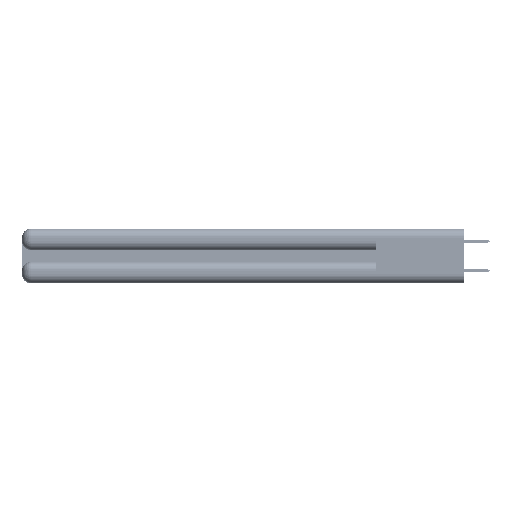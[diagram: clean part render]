
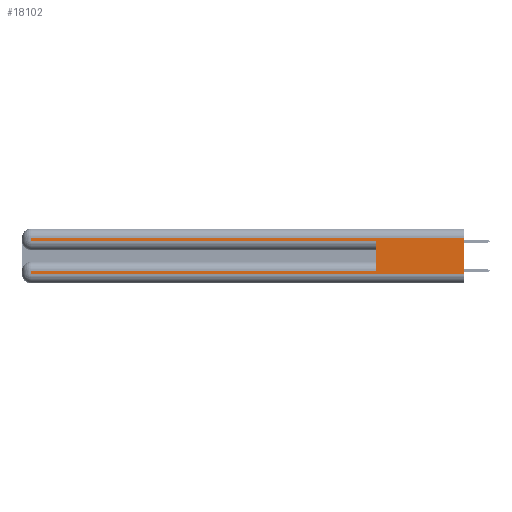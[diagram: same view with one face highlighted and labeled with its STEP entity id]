
A CAD part, left-side view. The second image highlights one B-rep face of the part: STEP entity #18102.
In plain terms, the highlighted planar face has unit normal (-1, 0, 0).
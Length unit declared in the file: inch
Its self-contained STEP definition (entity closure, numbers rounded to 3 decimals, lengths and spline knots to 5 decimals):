
#658 = VERTEX_POINT ( 'NONE', #6058 ) ;
#1344 = EDGE_CURVE ( 'NONE', #658, #12381, #37631, .T. ) ;
#2375 = DIRECTION ( 'NONE',  ( 0., 0., -1. ) ) ;
#2585 = CARTESIAN_POINT ( 'NONE',  ( 0., 0., 0.31 ) ) ;
#3181 = DIRECTION ( 'NONE',  ( 0., 0., -1. ) ) ;
#3453 = ORIENTED_EDGE ( 'NONE', *, *, #17464, .T. ) ;
#3559 = DIRECTION ( 'NONE',  ( 0., 0., 1. ) ) ;
#6058 = CARTESIAN_POINT ( 'NONE',  ( 0., 2.94, 0.085 ) ) ;
#6537 = CARTESIAN_POINT ( 'NONE',  ( 0., 2.94, 0.37 ) ) ;
#6749 = DIRECTION ( 'NONE',  ( 0., 1., 0. ) ) ;
#6864 = LINE ( 'NONE', #22099, #48770 ) ;
#7381 = VECTOR ( 'NONE', #6749, 39.37008 ) ;
#10900 = VERTEX_POINT ( 'NONE', #48019 ) ;
#11320 = CARTESIAN_POINT ( 'NONE',  ( 0., 0., 0.06 ) ) ;
#11588 = CARTESIAN_POINT ( 'NONE',  ( 0., 0., 0.285 ) ) ;
#11882 = EDGE_CURVE ( 'NONE', #19932, #658, #6864, .T. ) ;
#11883 = CARTESIAN_POINT ( 'NONE',  ( 0., 0.6, 0.085 ) ) ;
#12381 = VERTEX_POINT ( 'NONE', #17264 ) ;
#12618 = CARTESIAN_POINT ( 'NONE',  ( 0., 2.94, 0.37 ) ) ;
#15392 = PLANE ( 'NONE',  #23598 ) ;
#15702 = VERTEX_POINT ( 'NONE', #44323 ) ;
#15949 = VECTOR ( 'NONE', #2375, 39.37008 ) ;
#17061 = ORIENTED_EDGE ( 'NONE', *, *, #45614, .F. ) ;
#17264 = CARTESIAN_POINT ( 'NONE',  ( 0., 2.94, 0.06 ) ) ;
#17464 = EDGE_CURVE ( 'NONE', #12381, #34799, #18011, .T. ) ;
#17688 = CARTESIAN_POINT ( 'NONE',  ( 0., 2.94, 0.31 ) ) ;
#18011 = LINE ( 'NONE', #19358, #20556 ) ;
#18102 = ADVANCED_FACE ( 'NONE', ( #41470 ), #15392, .F. ) ;
#18753 = LINE ( 'NONE', #48436, #29625 ) ;
#19135 = LINE ( 'NONE', #11588, #50118 ) ;
#19358 = CARTESIAN_POINT ( 'NONE',  ( 0., 0., 0.06 ) ) ;
#19569 = LINE ( 'NONE', #2585, #7381 ) ;
#19932 = VERTEX_POINT ( 'NONE', #11883 ) ;
#20556 = VECTOR ( 'NONE', #47650, 39.37008 ) ;
#21669 = VERTEX_POINT ( 'NONE', #51320 ) ;
#22099 = CARTESIAN_POINT ( 'NONE',  ( 0., 0., 0.085 ) ) ;
#23492 = VECTOR ( 'NONE', #3559, 39.37008 ) ;
#23598 = AXIS2_PLACEMENT_3D ( 'NONE', #51787, #27724, #3181 ) ;
#24800 = LINE ( 'NONE', #40331, #23492 ) ;
#26630 = EDGE_CURVE ( 'NONE', #51516, #15702, #36985, .T. ) ;
#27724 = DIRECTION ( 'NONE',  ( 1., 0., 0. ) ) ;
#28666 = DIRECTION ( 'NONE',  ( 0., 0., -1. ) ) ;
#29625 = VECTOR ( 'NONE', #44253, 39.37008 ) ;
#34421 = ORIENTED_EDGE ( 'NONE', *, *, #39242, .T. ) ;
#34799 = VERTEX_POINT ( 'NONE', #11320 ) ;
#35710 = VECTOR ( 'NONE', #28666, 39.37008 ) ;
#36985 = LINE ( 'NONE', #12618, #35710 ) ;
#37060 = ORIENTED_EDGE ( 'NONE', *, *, #40223, .F. ) ;
#37631 = LINE ( 'NONE', #6537, #15949 ) ;
#39242 = EDGE_CURVE ( 'NONE', #15702, #21669, #19135, .T. ) ;
#40223 = EDGE_CURVE ( 'NONE', #19932, #21669, #24800, .T. ) ;
#40331 = CARTESIAN_POINT ( 'NONE',  ( 0., 0.6, 0.145 ) ) ;
#41470 = FACE_OUTER_BOUND ( 'NONE', #49657, .T. ) ;
#42369 = DIRECTION ( 'NONE',  ( 0., 1., 0. ) ) ;
#42486 = ORIENTED_EDGE ( 'NONE', *, *, #52577, .T. ) ;
#43645 = ORIENTED_EDGE ( 'NONE', *, *, #1344, .T. ) ;
#44253 = DIRECTION ( 'NONE',  ( 0., 0., -1. ) ) ;
#44323 = CARTESIAN_POINT ( 'NONE',  ( 0., 2.94, 0.285 ) ) ;
#45614 = EDGE_CURVE ( 'NONE', #10900, #34799, #18753, .T. ) ;
#47650 = DIRECTION ( 'NONE',  ( 0., -1., 0. ) ) ;
#48019 = CARTESIAN_POINT ( 'NONE',  ( 0., 0., 0.31 ) ) ;
#48436 = CARTESIAN_POINT ( 'NONE',  ( 0., 0., 0.37 ) ) ;
#48461 = ORIENTED_EDGE ( 'NONE', *, *, #11882, .T. ) ;
#48770 = VECTOR ( 'NONE', #42369, 39.37008 ) ;
#48814 = ORIENTED_EDGE ( 'NONE', *, *, #26630, .T. ) ;
#49657 = EDGE_LOOP ( 'NONE', ( #17061, #42486, #48814, #34421, #37060, #48461, #43645, #3453 ) ) ;
#50118 = VECTOR ( 'NONE', #52077, 39.37008 ) ;
#51320 = CARTESIAN_POINT ( 'NONE',  ( 0., 0.6, 0.285 ) ) ;
#51516 = VERTEX_POINT ( 'NONE', #17688 ) ;
#51787 = CARTESIAN_POINT ( 'NONE',  ( 0., 0., 0.37 ) ) ;
#52077 = DIRECTION ( 'NONE',  ( 0., -1., 0. ) ) ;
#52577 = EDGE_CURVE ( 'NONE', #10900, #51516, #19569, .T. ) ;
